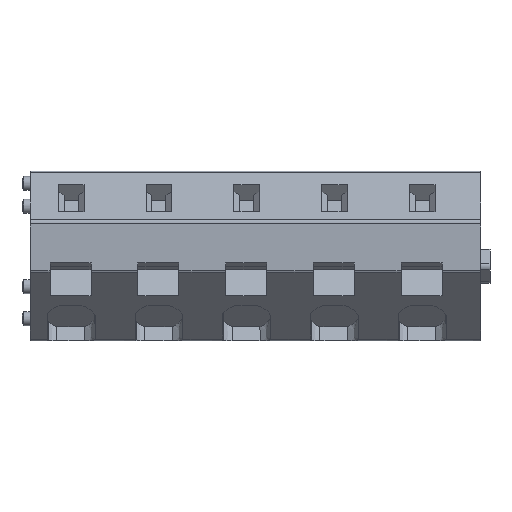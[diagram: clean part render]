
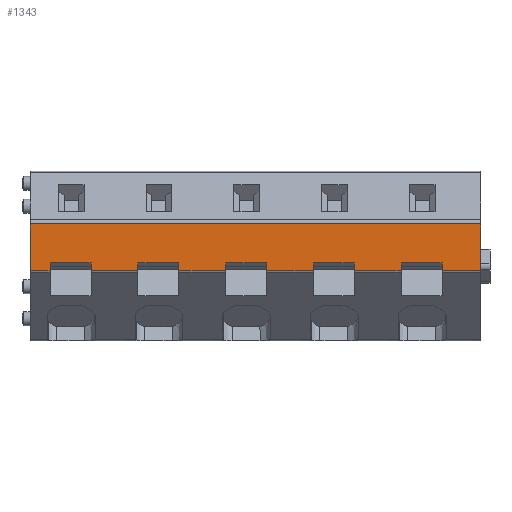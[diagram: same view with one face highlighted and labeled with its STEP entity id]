
A CAD part, top view. The second image highlights one B-rep face of the part: STEP entity #1343.
In plain terms, the highlighted planar face has unit normal (0, 0, 1).
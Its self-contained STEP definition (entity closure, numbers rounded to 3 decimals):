
#1201=AXIS2_PLACEMENT_3D('Plane Axis2P3D',#1198,#1199,#1200) ;
#961=CARTESIAN_POINT('Vertex',(39.2,5.981,16.478)) ;
#964=CARTESIAN_POINT('Line Origine',(3.75,5.981,16.478)) ;
#968=CARTESIAN_POINT('Vertex',(35.9,5.981,16.478)) ;
#991=CARTESIAN_POINT('Line Origine',(3.75,5.981,16.478)) ;
#995=CARTESIAN_POINT('Vertex',(28.4,5.981,16.478)) ;
#997=CARTESIAN_POINT('Vertex',(32.4,5.981,16.478)) ;
#1041=CARTESIAN_POINT('Vertex',(24.9,5.981,16.478)) ;
#1044=CARTESIAN_POINT('Line Origine',(3.75,5.981,16.478)) ;
#1048=CARTESIAN_POINT('Vertex',(20.9,5.981,16.478)) ;
#1085=CARTESIAN_POINT('Vertex',(17.4,5.981,16.478)) ;
#1088=CARTESIAN_POINT('Line Origine',(3.75,5.981,16.478)) ;
#1092=CARTESIAN_POINT('Vertex',(13.4,5.981,16.478)) ;
#1128=CARTESIAN_POINT('Vertex',(9.9,5.981,16.478)) ;
#1131=CARTESIAN_POINT('Line Origine',(3.75,5.981,16.478)) ;
#1135=CARTESIAN_POINT('Vertex',(5.9,5.981,16.478)) ;
#1170=CARTESIAN_POINT('Vertex',(2.4,5.981,16.478)) ;
#1173=CARTESIAN_POINT('Line Origine',(3.75,5.981,16.478)) ;
#1177=CARTESIAN_POINT('Vertex',(0.7,5.981,16.478)) ;
#1198=CARTESIAN_POINT('Axis2P3D Location',(0.,9.977,16.478)) ;
#1203=CARTESIAN_POINT('Line Origine',(9.9,6.311,16.478)) ;
#1207=CARTESIAN_POINT('Vertex',(9.9,6.642,16.478)) ;
#1210=CARTESIAN_POINT('Line Origine',(11.65,6.642,16.478)) ;
#1214=CARTESIAN_POINT('Vertex',(13.4,6.642,16.478)) ;
#1217=CARTESIAN_POINT('Line Origine',(13.4,6.311,16.478)) ;
#1222=CARTESIAN_POINT('Line Origine',(17.4,6.311,16.478)) ;
#1226=CARTESIAN_POINT('Vertex',(17.4,6.642,16.478)) ;
#1229=CARTESIAN_POINT('Line Origine',(19.15,6.642,16.478)) ;
#1233=CARTESIAN_POINT('Vertex',(20.9,6.642,16.478)) ;
#1236=CARTESIAN_POINT('Line Origine',(20.9,6.311,16.478)) ;
#1241=CARTESIAN_POINT('Line Origine',(24.9,6.311,16.478)) ;
#1245=CARTESIAN_POINT('Vertex',(24.9,6.642,16.478)) ;
#1248=CARTESIAN_POINT('Line Origine',(26.65,6.642,16.478)) ;
#1252=CARTESIAN_POINT('Vertex',(28.4,6.642,16.478)) ;
#1255=CARTESIAN_POINT('Line Origine',(28.4,6.311,16.478)) ;
#1260=CARTESIAN_POINT('Line Origine',(32.4,6.311,16.478)) ;
#1264=CARTESIAN_POINT('Vertex',(32.4,6.642,16.478)) ;
#1267=CARTESIAN_POINT('Line Origine',(34.15,6.642,16.478)) ;
#1271=CARTESIAN_POINT('Vertex',(35.9,6.642,16.478)) ;
#1274=CARTESIAN_POINT('Line Origine',(35.9,6.311,16.478)) ;
#1279=CARTESIAN_POINT('Line Origine',(39.2,7.979,16.478)) ;
#1283=CARTESIAN_POINT('Vertex',(39.2,9.977,16.478)) ;
#1286=CARTESIAN_POINT('Line Origine',(19.95,9.977,16.478)) ;
#1290=CARTESIAN_POINT('Vertex',(0.7,9.977,16.478)) ;
#1293=CARTESIAN_POINT('Line Origine',(0.7,7.979,16.478)) ;
#1298=CARTESIAN_POINT('Line Origine',(2.4,6.311,16.478)) ;
#1302=CARTESIAN_POINT('Vertex',(2.4,6.642,16.478)) ;
#1305=CARTESIAN_POINT('Line Origine',(4.15,6.642,16.478)) ;
#1309=CARTESIAN_POINT('Vertex',(5.9,6.642,16.478)) ;
#1312=CARTESIAN_POINT('Line Origine',(5.9,6.311,16.478)) ;
#965=DIRECTION('Vector Direction',(-1.,0.,0.)) ;
#992=DIRECTION('Vector Direction',(-1.,0.,0.)) ;
#1045=DIRECTION('Vector Direction',(-1.,0.,0.)) ;
#1089=DIRECTION('Vector Direction',(-1.,0.,0.)) ;
#1132=DIRECTION('Vector Direction',(-1.,0.,0.)) ;
#1174=DIRECTION('Vector Direction',(-1.,0.,0.)) ;
#1199=DIRECTION('Axis2P3D Direction',(-0.,0.,1.)) ;
#1200=DIRECTION('Axis2P3D XDirection',(0.,-1.,0.)) ;
#1204=DIRECTION('Vector Direction',(0.,-1.,0.)) ;
#1211=DIRECTION('Vector Direction',(-1.,0.,0.)) ;
#1218=DIRECTION('Vector Direction',(0.,-1.,0.)) ;
#1223=DIRECTION('Vector Direction',(0.,-1.,0.)) ;
#1230=DIRECTION('Vector Direction',(-1.,0.,0.)) ;
#1237=DIRECTION('Vector Direction',(0.,-1.,0.)) ;
#1242=DIRECTION('Vector Direction',(0.,-1.,0.)) ;
#1249=DIRECTION('Vector Direction',(-1.,0.,0.)) ;
#1256=DIRECTION('Vector Direction',(0.,-1.,0.)) ;
#1261=DIRECTION('Vector Direction',(0.,-1.,0.)) ;
#1268=DIRECTION('Vector Direction',(-1.,0.,0.)) ;
#1275=DIRECTION('Vector Direction',(0.,-1.,0.)) ;
#1280=DIRECTION('Vector Direction',(0.,-1.,0.)) ;
#1287=DIRECTION('Vector Direction',(1.,0.,0.)) ;
#1294=DIRECTION('Vector Direction',(0.,-1.,0.)) ;
#1299=DIRECTION('Vector Direction',(0.,-1.,0.)) ;
#1306=DIRECTION('Vector Direction',(-1.,0.,0.)) ;
#1313=DIRECTION('Vector Direction',(0.,-1.,0.)) ;
#966=VECTOR('Line Direction',#965,1.) ;
#993=VECTOR('Line Direction',#992,1.) ;
#1046=VECTOR('Line Direction',#1045,1.) ;
#1090=VECTOR('Line Direction',#1089,1.) ;
#1133=VECTOR('Line Direction',#1132,1.) ;
#1175=VECTOR('Line Direction',#1174,1.) ;
#1205=VECTOR('Line Direction',#1204,1.) ;
#1212=VECTOR('Line Direction',#1211,1.) ;
#1219=VECTOR('Line Direction',#1218,1.) ;
#1224=VECTOR('Line Direction',#1223,1.) ;
#1231=VECTOR('Line Direction',#1230,1.) ;
#1238=VECTOR('Line Direction',#1237,1.) ;
#1243=VECTOR('Line Direction',#1242,1.) ;
#1250=VECTOR('Line Direction',#1249,1.) ;
#1257=VECTOR('Line Direction',#1256,1.) ;
#1262=VECTOR('Line Direction',#1261,1.) ;
#1269=VECTOR('Line Direction',#1268,1.) ;
#1276=VECTOR('Line Direction',#1275,1.) ;
#1281=VECTOR('Line Direction',#1280,1.) ;
#1288=VECTOR('Line Direction',#1287,1.) ;
#1295=VECTOR('Line Direction',#1294,1.) ;
#1300=VECTOR('Line Direction',#1299,1.) ;
#1307=VECTOR('Line Direction',#1306,1.) ;
#1314=VECTOR('Line Direction',#1313,1.) ;
#1318=ORIENTED_EDGE('',*,*,#1137,.T.) ;
#1319=ORIENTED_EDGE('',*,*,#1209,.F.) ;
#1320=ORIENTED_EDGE('',*,*,#1216,.F.) ;
#1321=ORIENTED_EDGE('',*,*,#1221,.T.) ;
#1322=ORIENTED_EDGE('',*,*,#1094,.T.) ;
#1323=ORIENTED_EDGE('',*,*,#1228,.F.) ;
#1324=ORIENTED_EDGE('',*,*,#1235,.F.) ;
#1325=ORIENTED_EDGE('',*,*,#1240,.T.) ;
#1326=ORIENTED_EDGE('',*,*,#1050,.T.) ;
#1327=ORIENTED_EDGE('',*,*,#1247,.F.) ;
#1328=ORIENTED_EDGE('',*,*,#1254,.F.) ;
#1329=ORIENTED_EDGE('',*,*,#1259,.T.) ;
#1330=ORIENTED_EDGE('',*,*,#999,.T.) ;
#1331=ORIENTED_EDGE('',*,*,#1266,.F.) ;
#1332=ORIENTED_EDGE('',*,*,#1273,.F.) ;
#1333=ORIENTED_EDGE('',*,*,#1278,.T.) ;
#1334=ORIENTED_EDGE('',*,*,#970,.T.) ;
#1335=ORIENTED_EDGE('',*,*,#1285,.F.) ;
#1336=ORIENTED_EDGE('',*,*,#1292,.F.) ;
#1337=ORIENTED_EDGE('',*,*,#1297,.F.) ;
#1338=ORIENTED_EDGE('',*,*,#1179,.T.) ;
#1339=ORIENTED_EDGE('',*,*,#1304,.F.) ;
#1340=ORIENTED_EDGE('',*,*,#1311,.F.) ;
#1341=ORIENTED_EDGE('',*,*,#1316,.T.) ;
#1343=ADVANCED_FACE('HOUSING',(#1342),#1202,.T.) ;
#970=EDGE_CURVE('',#969,#962,#967,.F.) ;
#999=EDGE_CURVE('',#996,#998,#994,.F.) ;
#1050=EDGE_CURVE('',#1049,#1042,#1047,.F.) ;
#1094=EDGE_CURVE('',#1093,#1086,#1091,.F.) ;
#1137=EDGE_CURVE('',#1136,#1129,#1134,.F.) ;
#1179=EDGE_CURVE('',#1178,#1171,#1176,.F.) ;
#1209=EDGE_CURVE('',#1208,#1129,#1206,.T.) ;
#1216=EDGE_CURVE('',#1215,#1208,#1213,.T.) ;
#1221=EDGE_CURVE('',#1215,#1093,#1220,.T.) ;
#1228=EDGE_CURVE('',#1227,#1086,#1225,.T.) ;
#1235=EDGE_CURVE('',#1234,#1227,#1232,.T.) ;
#1240=EDGE_CURVE('',#1234,#1049,#1239,.T.) ;
#1247=EDGE_CURVE('',#1246,#1042,#1244,.T.) ;
#1254=EDGE_CURVE('',#1253,#1246,#1251,.T.) ;
#1259=EDGE_CURVE('',#1253,#996,#1258,.T.) ;
#1266=EDGE_CURVE('',#1265,#998,#1263,.T.) ;
#1273=EDGE_CURVE('',#1272,#1265,#1270,.T.) ;
#1278=EDGE_CURVE('',#1272,#969,#1277,.T.) ;
#1285=EDGE_CURVE('',#1284,#962,#1282,.T.) ;
#1292=EDGE_CURVE('',#1291,#1284,#1289,.T.) ;
#1297=EDGE_CURVE('',#1178,#1291,#1296,.F.) ;
#1304=EDGE_CURVE('',#1303,#1171,#1301,.T.) ;
#1311=EDGE_CURVE('',#1310,#1303,#1308,.T.) ;
#1316=EDGE_CURVE('',#1310,#1136,#1315,.T.) ;
#1317=EDGE_LOOP('',(#1318,#1319,#1320,#1321,#1322,#1323,#1324,#1325,#1326,#1327,#1328,#1329,#1330,#1331,#1332,#1333,#1334,#1335,#1336,#1337,#1338,#1339,#1340,#1341)) ;
#1342=FACE_OUTER_BOUND('',#1317,.T.) ;
#967=LINE('Line',#964,#966) ;
#994=LINE('Line',#991,#993) ;
#1047=LINE('Line',#1044,#1046) ;
#1091=LINE('Line',#1088,#1090) ;
#1134=LINE('Line',#1131,#1133) ;
#1176=LINE('Line',#1173,#1175) ;
#1206=LINE('Line',#1203,#1205) ;
#1213=LINE('Line',#1210,#1212) ;
#1220=LINE('Line',#1217,#1219) ;
#1225=LINE('Line',#1222,#1224) ;
#1232=LINE('Line',#1229,#1231) ;
#1239=LINE('Line',#1236,#1238) ;
#1244=LINE('Line',#1241,#1243) ;
#1251=LINE('Line',#1248,#1250) ;
#1258=LINE('Line',#1255,#1257) ;
#1263=LINE('Line',#1260,#1262) ;
#1270=LINE('Line',#1267,#1269) ;
#1277=LINE('Line',#1274,#1276) ;
#1282=LINE('Line',#1279,#1281) ;
#1289=LINE('Line',#1286,#1288) ;
#1296=LINE('Line',#1293,#1295) ;
#1301=LINE('Line',#1298,#1300) ;
#1308=LINE('Line',#1305,#1307) ;
#1315=LINE('Line',#1312,#1314) ;
#1202=PLANE('',#1201) ;
#962=VERTEX_POINT('',#961) ;
#969=VERTEX_POINT('',#968) ;
#996=VERTEX_POINT('',#995) ;
#998=VERTEX_POINT('',#997) ;
#1042=VERTEX_POINT('',#1041) ;
#1049=VERTEX_POINT('',#1048) ;
#1086=VERTEX_POINT('',#1085) ;
#1093=VERTEX_POINT('',#1092) ;
#1129=VERTEX_POINT('',#1128) ;
#1136=VERTEX_POINT('',#1135) ;
#1171=VERTEX_POINT('',#1170) ;
#1178=VERTEX_POINT('',#1177) ;
#1208=VERTEX_POINT('',#1207) ;
#1215=VERTEX_POINT('',#1214) ;
#1227=VERTEX_POINT('',#1226) ;
#1234=VERTEX_POINT('',#1233) ;
#1246=VERTEX_POINT('',#1245) ;
#1253=VERTEX_POINT('',#1252) ;
#1265=VERTEX_POINT('',#1264) ;
#1272=VERTEX_POINT('',#1271) ;
#1284=VERTEX_POINT('',#1283) ;
#1291=VERTEX_POINT('',#1290) ;
#1303=VERTEX_POINT('',#1302) ;
#1310=VERTEX_POINT('',#1309) ;
